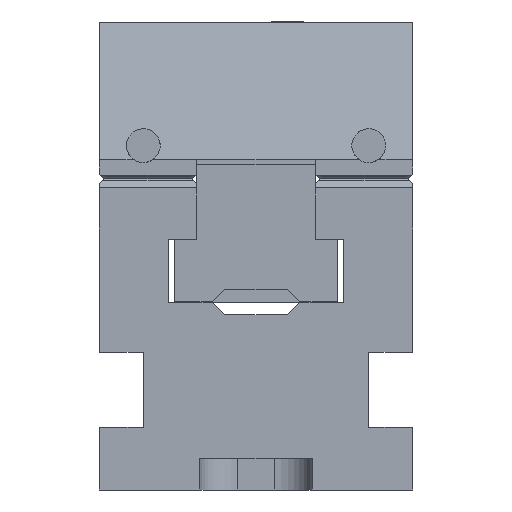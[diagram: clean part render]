
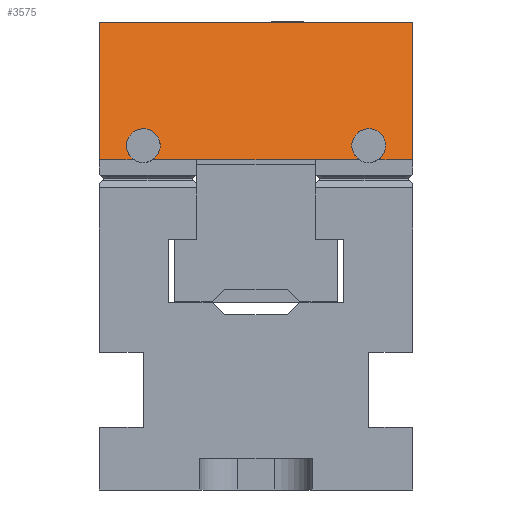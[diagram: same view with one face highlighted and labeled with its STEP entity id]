
A CAD part, front view. The second image highlights one B-rep face of the part: STEP entity #3575.
In plain terms, the highlighted face is planar.
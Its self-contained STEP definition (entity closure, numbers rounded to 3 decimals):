
#3575 = ADVANCED_FACE( '', ( #8429 ), #8430, .T. );
#8429 = FACE_OUTER_BOUND( '', #14678, .T. );
#8430 = PLANE( '', #14679 );
#14678 = EDGE_LOOP( '', ( #24194, #24195, #24196, #24197, #24198, #24199, #24200, #24201, #24202, #24203, #24204, #24205 ) );
#14679 = AXIS2_PLACEMENT_3D( '', #24206, #24207, #24208 );
#24194 = ORIENTED_EDGE( '', *, *, #41812, .F. );
#24195 = ORIENTED_EDGE( '', *, *, #38755, .T. );
#24196 = ORIENTED_EDGE( '', *, *, #41813, .F. );
#24197 = ORIENTED_EDGE( '', *, *, #38753, .T. );
#24198 = ORIENTED_EDGE( '', *, *, #41814, .F. );
#24199 = ORIENTED_EDGE( '', *, *, #41815, .F. );
#24200 = ORIENTED_EDGE( '', *, *, #41816, .T. );
#24201 = ORIENTED_EDGE( '', *, *, #41817, .T. );
#24202 = ORIENTED_EDGE( '', *, *, #41818, .F. );
#24203 = ORIENTED_EDGE( '', *, *, #41819, .T. );
#24204 = ORIENTED_EDGE( '', *, *, #41820, .F. );
#24205 = ORIENTED_EDGE( '', *, *, #41821, .F. );
#24206 = CARTESIAN_POINT( '', ( 25., 11.85, 12.5 ) );
#24207 = DIRECTION( '', ( 0., 0.966, 0.259 ) );
#24208 = DIRECTION( '', ( 0., -0.259, 0.966 ) );
#38753 = EDGE_CURVE( '', #46683, #46681, #46684, .T. );
#38755 = EDGE_CURVE( '', #46687, #46685, #46688, .T. );
#41812 = EDGE_CURVE( '', #46687, #51912, #51913, .T. );
#41813 = EDGE_CURVE( '', #46683, #46685, #51914, .T. );
#41814 = EDGE_CURVE( '', #51915, #46681, #51916, .T. );
#41815 = EDGE_CURVE( '', #51917, #51915, #51918, .T. );
#41816 = EDGE_CURVE( '', #51917, #51919, #51920, .T. );
#41817 = EDGE_CURVE( '', #51919, #51921, #51922, .T. );
#41818 = EDGE_CURVE( '', #51923, #51921, #51924, .T. );
#41819 = EDGE_CURVE( '', #51923, #51925, #51926, .T. );
#41820 = EDGE_CURVE( '', #51927, #51925, #51928, .T. );
#41821 = EDGE_CURVE( '', #51912, #51927, #51929, .T. );
#46681 = VERTEX_POINT( '', #58551 );
#46683 = VERTEX_POINT( '', #58554 );
#46684 = LINE( '', #58555, #58556 );
#46685 = VERTEX_POINT( '', #58557 );
#46687 = VERTEX_POINT( '', #58559 );
#46688 = LINE( '', #58560, #58561 );
#51912 = VERTEX_POINT( '', #66167 );
#51913 = LINE( '', #66168, #66169 );
#51914 = ELLIPSE( '', #66170, 2.795, 2.7 );
#51915 = VERTEX_POINT( '', #66171 );
#51916 = LINE( '', #66172, #66173 );
#51917 = VERTEX_POINT( '', #66174 );
#51918 = LINE( '', #66175, #66176 );
#51919 = VERTEX_POINT( '', #66177 );
#51920 = LINE( '', #66178, #66179 );
#51921 = VERTEX_POINT( '', #66180 );
#51922 = LINE( '', #66181, #66182 );
#51923 = VERTEX_POINT( '', #66183 );
#51924 = ELLIPSE( '', #66184, 2.795, 2.7 );
#51925 = VERTEX_POINT( '', #66185 );
#51926 = LINE( '', #66186, #66187 );
#51927 = VERTEX_POINT( '', #66188 );
#51928 = LINE( '', #66189, #66190 );
#51929 = LINE( '', #66191, #66192 );
#58551 = CARTESIAN_POINT( '', ( -25., 17.75, -9.519 ) );
#58554 = CARTESIAN_POINT( '', ( -19.463, 17.75, -9.519 ) );
#58555 = CARTESIAN_POINT( '', ( 25., 17.75, -9.519 ) );
#58556 = VECTOR( '', #76166, 1000. );
#58557 = CARTESIAN_POINT( '', ( -16.537, 17.75, -9.519 ) );
#58559 = CARTESIAN_POINT( '', ( -9.5, 17.75, -9.519 ) );
#58560 = CARTESIAN_POINT( '', ( 25., 17.75, -9.519 ) );
#58561 = VECTOR( '', #76170, 1000. );
#66167 = CARTESIAN_POINT( '', ( -9.5, 17.745, -9.5 ) );
#66168 = CARTESIAN_POINT( '', ( -9.5, 11.85, 12.5 ) );
#66169 = VECTOR( '', #78804, 1000. );
#66170 = AXIS2_PLACEMENT_3D( '', #78805, #78806, #78807 );
#66171 = CARTESIAN_POINT( '', ( -25., 11.85, 12.5 ) );
#66172 = CARTESIAN_POINT( '', ( -25., 11.85, 12.5 ) );
#66173 = VECTOR( '', #78808, 1000. );
#66174 = CARTESIAN_POINT( '', ( 25., 11.85, 12.5 ) );
#66175 = CARTESIAN_POINT( '', ( 25., 11.85, 12.5 ) );
#66176 = VECTOR( '', #78809, 1000. );
#66177 = CARTESIAN_POINT( '', ( 25., 17.75, -9.519 ) );
#66178 = CARTESIAN_POINT( '', ( 25., 11.85, 12.5 ) );
#66179 = VECTOR( '', #78810, 1000. );
#66180 = CARTESIAN_POINT( '', ( 19.463, 17.75, -9.519 ) );
#66181 = CARTESIAN_POINT( '', ( 25., 17.75, -9.519 ) );
#66182 = VECTOR( '', #78811, 1000. );
#66183 = CARTESIAN_POINT( '', ( 16.537, 17.75, -9.519 ) );
#66184 = AXIS2_PLACEMENT_3D( '', #78812, #78813, #78814 );
#66185 = CARTESIAN_POINT( '', ( 9.5, 17.75, -9.519 ) );
#66186 = CARTESIAN_POINT( '', ( 25., 17.75, -9.519 ) );
#66187 = VECTOR( '', #78815, 1000. );
#66188 = CARTESIAN_POINT( '', ( 9.5, 17.745, -9.5 ) );
#66189 = CARTESIAN_POINT( '', ( 9.5, 11.85, 12.5 ) );
#66190 = VECTOR( '', #78816, 1000. );
#66191 = CARTESIAN_POINT( '', ( 25., 17.745, -9.5 ) );
#66192 = VECTOR( '', #78817, 1000. );
#76166 = DIRECTION( '', ( -1., 0., 0. ) );
#76170 = DIRECTION( '', ( -1., 0., 0. ) );
#78804 = DIRECTION( '', ( 0., -0.259, 0.966 ) );
#78805 = CARTESIAN_POINT( '', ( -18., 17.142, -7.25 ) );
#78806 = DIRECTION( '', ( 0., 0.966, 0.259 ) );
#78807 = DIRECTION( '', ( 0., 0.259, -0.966 ) );
#78808 = DIRECTION( '', ( 0., 0.259, -0.966 ) );
#78809 = DIRECTION( '', ( -1., 0., 0. ) );
#78810 = DIRECTION( '', ( 0., 0.259, -0.966 ) );
#78811 = DIRECTION( '', ( -1., 0., 0. ) );
#78812 = CARTESIAN_POINT( '', ( 18., 17.142, -7.25 ) );
#78813 = DIRECTION( '', ( 0., 0.966, 0.259 ) );
#78814 = DIRECTION( '', ( 0., 0.259, -0.966 ) );
#78815 = DIRECTION( '', ( -1., 0., 0. ) );
#78816 = DIRECTION( '', ( 0., 0.259, -0.966 ) );
#78817 = DIRECTION( '', ( 1., 0., 0. ) );
